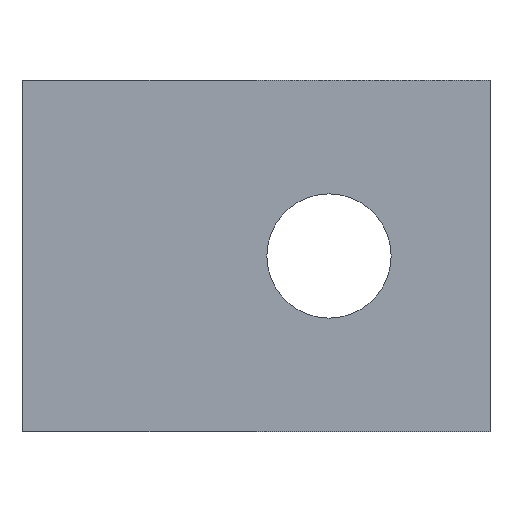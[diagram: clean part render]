
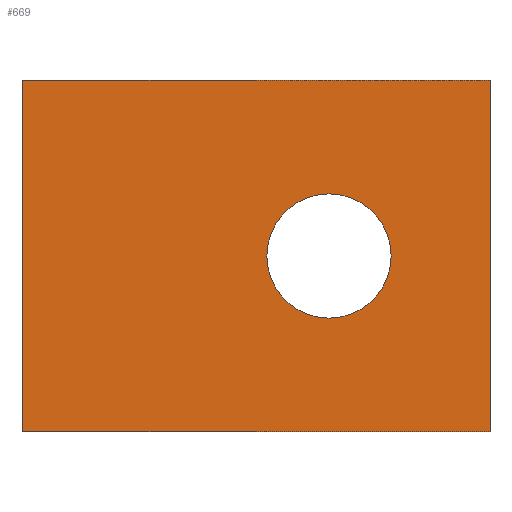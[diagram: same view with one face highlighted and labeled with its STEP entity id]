
A CAD part, front view. The second image highlights one B-rep face of the part: STEP entity #669.
In plain terms, the highlighted planar face has unit normal (0, -1, 0).
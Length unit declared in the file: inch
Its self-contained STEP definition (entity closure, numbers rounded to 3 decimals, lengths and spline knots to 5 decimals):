
#58 = DIRECTION ( 'NONE',  ( 0., 0., -1. ) ) ;
#82 = DIRECTION ( 'NONE',  ( 0., 0., -1. ) ) ;
#86 = CARTESIAN_POINT ( 'NONE',  ( 0., 0., 0.75 ) ) ;
#118 = DIRECTION ( 'NONE',  ( -1., 0., 0. ) ) ;
#119 = DIRECTION ( 'NONE',  ( 0., 1., 0. ) ) ;
#121 = PLANE ( 'NONE',  #303 ) ;
#122 = CARTESIAN_POINT ( 'NONE',  ( 2., 0., 0.75 ) ) ;
#131 = VERTEX_POINT ( 'NONE', #242 ) ;
#143 = CARTESIAN_POINT ( 'NONE',  ( 2., 0., 0.75 ) ) ;
#147 = DIRECTION ( 'NONE',  ( 0., 0., 1. ) ) ;
#148 = DIRECTION ( 'NONE',  ( 0., 1., 0. ) ) ;
#152 = CARTESIAN_POINT ( 'NONE',  ( 1.312, 0., 0. ) ) ;
#162 = DIRECTION ( 'NONE',  ( 0., 0., 1. ) ) ;
#170 = DIRECTION ( 'NONE',  ( 0., 1., 0. ) ) ;
#173 = CARTESIAN_POINT ( 'NONE',  ( 1.312, 0., 0. ) ) ;
#184 = DIRECTION ( 'NONE',  ( 1., 0., 0. ) ) ;
#198 = CARTESIAN_POINT ( 'NONE',  ( 2., 0., -0.75 ) ) ;
#205 = DIRECTION ( 'NONE',  ( 1., 0., 0. ) ) ;
#220 = CARTESIAN_POINT ( 'NONE',  ( 1.312, 0., 0.2655 ) ) ;
#240 = VERTEX_POINT ( 'NONE', #290 ) ;
#242 = CARTESIAN_POINT ( 'NONE',  ( 2., 0., -0.75 ) ) ;
#243 = VERTEX_POINT ( 'NONE', #220 ) ;
#244 = CARTESIAN_POINT ( 'NONE',  ( 1.312, 0., -0.2655 ) ) ;
#250 = CARTESIAN_POINT ( 'NONE',  ( 2., 0., 0.75 ) ) ;
#258 = VERTEX_POINT ( 'NONE', #250 ) ;
#263 = VERTEX_POINT ( 'NONE', #244 ) ;
#280 = CARTESIAN_POINT ( 'NONE',  ( 0., 0., -0.75 ) ) ;
#281 = VERTEX_POINT ( 'NONE', #280 ) ;
#284 = CARTESIAN_POINT ( 'NONE',  ( 2., 0., 0.75 ) ) ;
#290 = CARTESIAN_POINT ( 'NONE',  ( 0., 0., 0.75 ) ) ;
#294 = AXIS2_PLACEMENT_3D ( 'NONE', #173, #170, #162 ) ;
#298 = EDGE_CURVE ( 'NONE', #240, #258, #542, .T. ) ;
#299 = AXIS2_PLACEMENT_3D ( 'NONE', #152, #148, #147 ) ;
#303 = AXIS2_PLACEMENT_3D ( 'NONE', #122, #119, #118 ) ;
#304 = EDGE_CURVE ( 'NONE', #281, #131, #540, .T. ) ;
#310 = EDGE_CURVE ( 'NONE', #263, #243, #528, .T. ) ;
#314 = EDGE_CURVE ( 'NONE', #243, #263, #523, .T. ) ;
#323 = EDGE_CURVE ( 'NONE', #240, #281, #516, .T. ) ;
#334 = EDGE_CURVE ( 'NONE', #258, #131, #520, .T. ) ;
#457 = FACE_BOUND ( 'NONE', #545, .T. ) ;
#465 = FACE_OUTER_BOUND ( 'NONE', #583, .T. ) ;
#512 = VECTOR ( 'NONE', #58, 39.37008 ) ;
#515 = VECTOR ( 'NONE', #82, 39.37008 ) ;
#516 = LINE ( 'NONE', #86, #515 ) ;
#520 = LINE ( 'NONE', #143, #512 ) ;
#523 = CIRCLE ( 'NONE', #299, 0.2655 ) ;
#528 = CIRCLE ( 'NONE', #294, 0.2655 ) ;
#535 = VECTOR ( 'NONE', #184, 39.37008 ) ;
#540 = LINE ( 'NONE', #198, #535 ) ;
#542 = LINE ( 'NONE', #284, #547 ) ;
#545 = EDGE_LOOP ( 'NONE', ( #564, #565 ) ) ;
#547 = VECTOR ( 'NONE', #205, 39.37008 ) ;
#560 = ORIENTED_EDGE ( 'NONE', *, *, #304, .T. ) ;
#561 = ORIENTED_EDGE ( 'NONE', *, *, #334, .F. ) ;
#562 = ORIENTED_EDGE ( 'NONE', *, *, #298, .F. ) ;
#563 = ORIENTED_EDGE ( 'NONE', *, *, #323, .T. ) ;
#564 = ORIENTED_EDGE ( 'NONE', *, *, #310, .T. ) ;
#565 = ORIENTED_EDGE ( 'NONE', *, *, #314, .T. ) ;
#583 = EDGE_LOOP ( 'NONE', ( #560, #561, #562, #563 ) ) ;
#669 = ADVANCED_FACE ( 'NONE', ( #465, #457 ), #121, .F. ) ;
